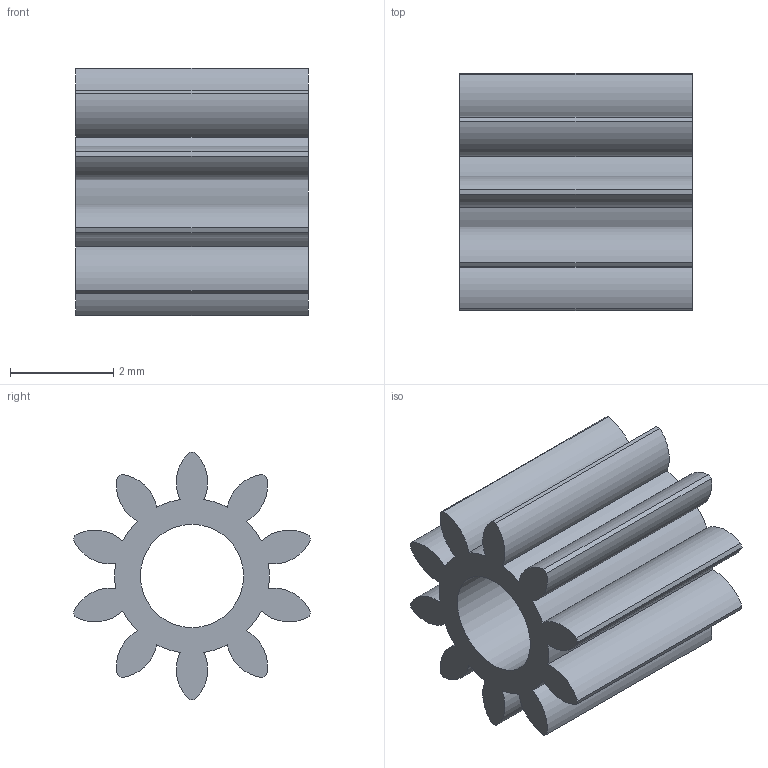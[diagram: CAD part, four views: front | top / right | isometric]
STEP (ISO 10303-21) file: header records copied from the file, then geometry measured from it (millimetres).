
FILE_DESCRIPTION (( 'STEP AP214' ), '1' );
FILE_NAME ('ISO - Spur gear 0.4M 10T 20PA 4.5FW ---S10A75H50L2.0N.STEP', '2025-07-09T15:13:01', ( '' ), ( '' ), 'SwSTEP 2.0', 'SolidWorks 2025', '' );
FILE_SCHEMA (( 'AUTOMOTIVE_DESIGN' ));
Length unit declared in the file: millimetre
Products named in the file (1): ISO - Spur gear 0.4M 10T 20PA 4.5FW ---S10A75H50L2.0N_ISO - Spur gear 0.4M 10T 20PA 4.5FW ---S10A75H50L2.0N
Bounding box: 4.5 x 4.59 x 4.8 mm (x, y, z)
Volume: 37.6 mm3; surface area: 160.8 mm2
Topology: 1 solids, 1 shells, 43 faces, 124 edges, 83 vertices
Faces by surface type: cylinder 41, plane 2
Full cylindrical faces by diameter (mm): 2 x1
Entity records: 1481 total; most frequent: DIRECTION 292, CARTESIAN_POINT 248, ORIENTED_EDGE 244, AXIS2_PLACEMENT_3D 126, EDGE_CURVE 122, CIRCLE 82, VERTEX_POINT 82, EDGE_LOOP 46
